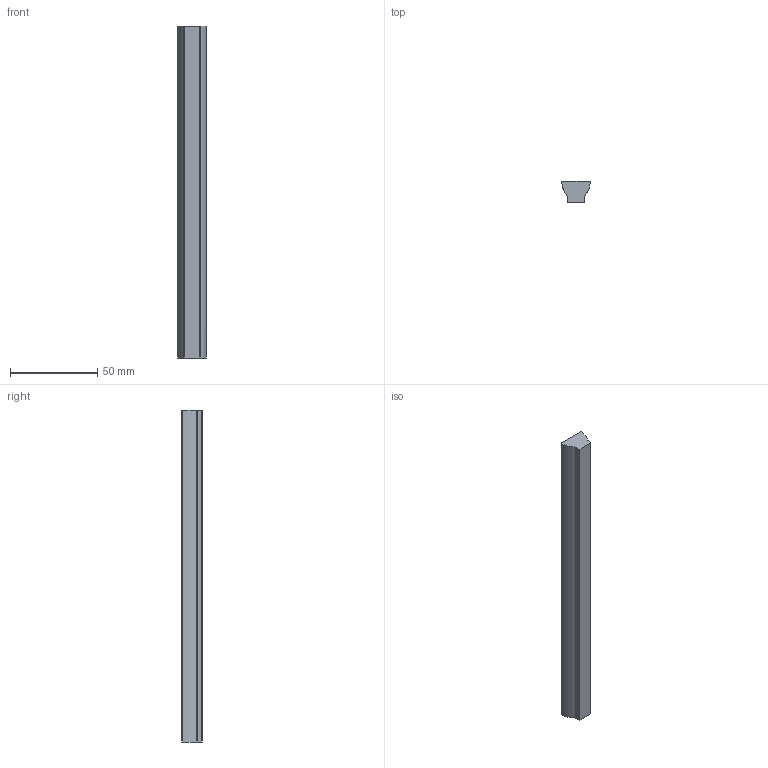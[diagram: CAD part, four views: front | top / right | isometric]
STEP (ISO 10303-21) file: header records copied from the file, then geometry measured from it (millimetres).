
FILE_DESCRIPTION (( 'STEP AP203' ), '1' );
FILE_NAME ('mbdes06lw.STEP', '2019-12-04T04:07:31', ( '' ), ( '' ), 'SwSTEP 2.0', 'SolidWorks 2018', '' );
FILE_SCHEMA (( 'CONFIG_CONTROL_DESIGN' ));
Length unit declared in the file: millimetre
Products named in the file (1): mbdes06lw
Bounding box: 16.24 x 11.89 x 190.5 mm (x, y, z)
Volume: 29211.5 mm3; surface area: 9936.1 mm2
Topology: 1 solids, 1 shells, 15 faces, 39 edges, 26 vertices
Faces by surface type: plane 6, bspline 5, cylinder 4
Entity records: 771 total; most frequent: CARTESIAN_POINT 351, ORIENTED_EDGE 78, DIRECTION 58, EDGE_CURVE 39, VERTEX_POINT 26, LINE 20, VECTOR 20, AXIS2_PLACEMENT_3D 19
